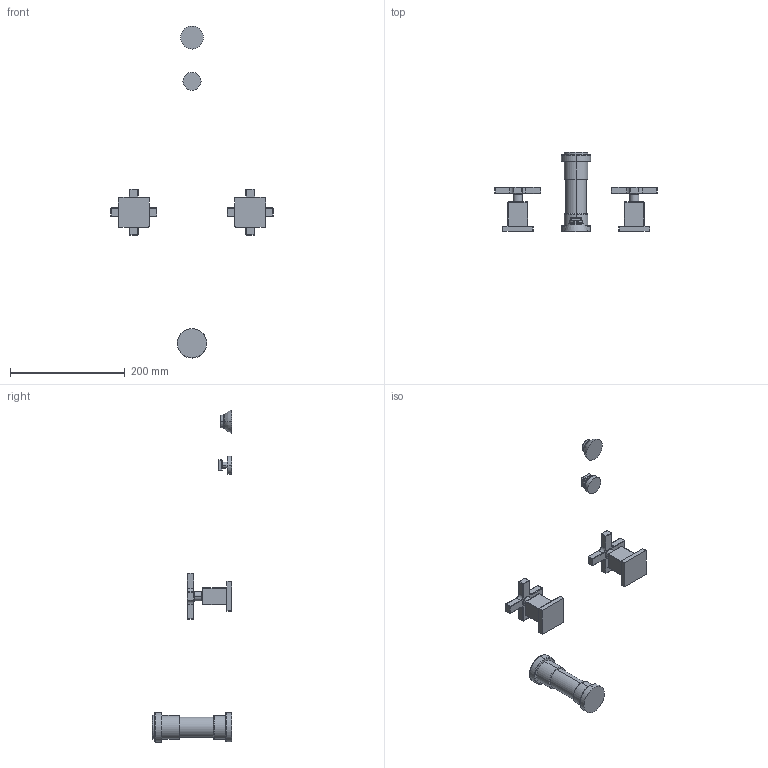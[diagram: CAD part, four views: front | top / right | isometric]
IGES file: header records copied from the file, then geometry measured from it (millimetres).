
Start section:  PTC IGES file: 2069.igs
Global section: file name: 2069.igs; native system: Creo Parametric by PTC Inc.; preprocessor: 2018400; author: jinson.thomas; organization: Unknown; date: 20210128.143920; units: inch
Bounding box: 282.96 x 138.3 x 579.12 mm (x, y, z)
Volume: 394292.6 mm3; surface area: 79508.8 mm2
Topology: 5 solids, 7 shells, 366 faces, 792 edges, 458 vertices
Faces by surface type: revolution 266, bspline 100
